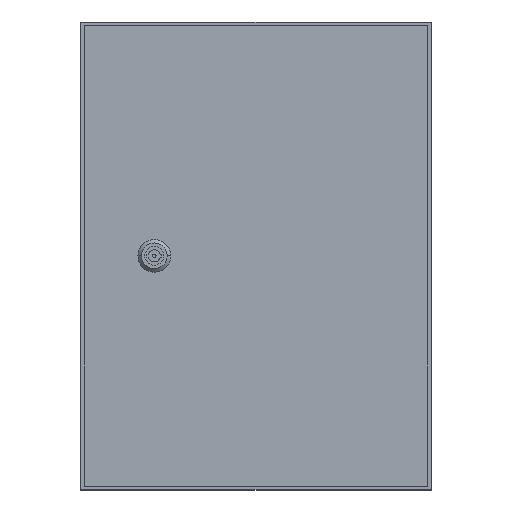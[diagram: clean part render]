
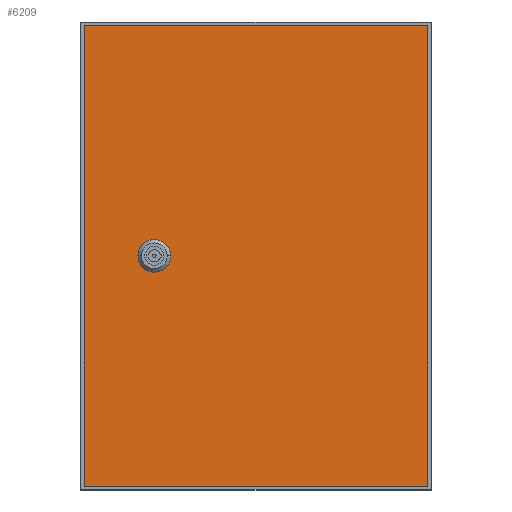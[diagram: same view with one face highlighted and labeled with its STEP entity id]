
A CAD part, top view. The second image highlights one B-rep face of the part: STEP entity #6209.
In plain terms, the highlighted planar face has unit normal (0, 0, 1).
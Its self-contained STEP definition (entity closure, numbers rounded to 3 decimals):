
#2068 = CARTESIAN_POINT ( 'NONE',  ( 77., 200., 17. ) ) ;
#2253 = DIRECTION ( 'NONE',  ( -1., 0., 0. ) ) ;
#2449 = CARTESIAN_POINT ( 'NONE',  ( 3., 397., 17. ) ) ;
#2476 = EDGE_CURVE ( 'NONE', #27775, #29272, #10321, .T. ) ;
#2527 = VERTEX_POINT ( 'NONE', #2068 ) ;
#2611 = CIRCLE ( 'NONE', #20408, 14. ) ;
#3190 = VECTOR ( 'NONE', #2253, 1000. ) ;
#4066 = EDGE_LOOP ( 'NONE', ( #15379, #33562 ) ) ;
#4339 = CARTESIAN_POINT ( 'NONE',  ( 3., 3., 17. ) ) ;
#4509 = DIRECTION ( 'NONE',  ( 1., 0., 0. ) ) ;
#4575 = CARTESIAN_POINT ( 'NONE',  ( 297., 3., 17. ) ) ;
#4592 = AXIS2_PLACEMENT_3D ( 'NONE', #17564, #6936, #29026 ) ;
#5774 = EDGE_CURVE ( 'NONE', #29203, #2527, #2611, .T. ) ;
#6115 = PLANE ( 'NONE',  #17741 ) ;
#6209 = ADVANCED_FACE ( 'NONE', ( #30023, #33095 ), #6115, .T. ) ;
#6936 = DIRECTION ( 'NONE',  ( 0., 0., -1. ) ) ;
#7477 = EDGE_CURVE ( 'NONE', #29272, #30780, #27369, .T. ) ;
#7708 = DIRECTION ( 'NONE',  ( -1., 0., 0. ) ) ;
#8146 = CARTESIAN_POINT ( 'NONE',  ( 3., 397., 17. ) ) ;
#10321 = LINE ( 'NONE', #29340, #3190 ) ;
#10886 = DIRECTION ( 'NONE',  ( 0., -1., 0. ) ) ;
#12518 = ORIENTED_EDGE ( 'NONE', *, *, #7477, .T. ) ;
#13314 = VECTOR ( 'NONE', #4509, 1000. ) ;
#13613 = EDGE_CURVE ( 'NONE', #2527, #29203, #30956, .T. ) ;
#15317 = VERTEX_POINT ( 'NONE', #4575 ) ;
#15379 = ORIENTED_EDGE ( 'NONE', *, *, #5774, .T. ) ;
#15843 = VECTOR ( 'NONE', #34565, 1000. ) ;
#15950 = ORIENTED_EDGE ( 'NONE', *, *, #2476, .T. ) ;
#17564 = CARTESIAN_POINT ( 'NONE',  ( 63., 200., 17. ) ) ;
#17741 = AXIS2_PLACEMENT_3D ( 'NONE', #30544, #24649, #27324 ) ;
#18457 = ORIENTED_EDGE ( 'NONE', *, *, #33108, .T. ) ;
#19095 = CARTESIAN_POINT ( 'NONE',  ( 3., 3., 17. ) ) ;
#20408 = AXIS2_PLACEMENT_3D ( 'NONE', #21390, #32320, #7708 ) ;
#20534 = CARTESIAN_POINT ( 'NONE',  ( 297., 397., 17. ) ) ;
#21390 = CARTESIAN_POINT ( 'NONE',  ( 63., 200., 17. ) ) ;
#23395 = LINE ( 'NONE', #20534, #15843 ) ;
#24649 = DIRECTION ( 'NONE',  ( 0., 0., 1. ) ) ;
#27324 = DIRECTION ( 'NONE',  ( 1., 0., 0. ) ) ;
#27369 = LINE ( 'NONE', #2449, #32117 ) ;
#27775 = VERTEX_POINT ( 'NONE', #28934 ) ;
#28490 = EDGE_LOOP ( 'NONE', ( #12518, #18457, #33496, #15950 ) ) ;
#28503 = EDGE_CURVE ( 'NONE', #15317, #27775, #23395, .T. ) ;
#28642 = CARTESIAN_POINT ( 'NONE',  ( 49., 200., 17. ) ) ;
#28934 = CARTESIAN_POINT ( 'NONE',  ( 297., 397., 17. ) ) ;
#29026 = DIRECTION ( 'NONE',  ( -1., 0., 0. ) ) ;
#29203 = VERTEX_POINT ( 'NONE', #28642 ) ;
#29272 = VERTEX_POINT ( 'NONE', #8146 ) ;
#29340 = CARTESIAN_POINT ( 'NONE',  ( 3., 397., 17. ) ) ;
#30023 = FACE_BOUND ( 'NONE', #4066, .T. ) ;
#30544 = CARTESIAN_POINT ( 'NONE',  ( 0., 0., 17. ) ) ;
#30780 = VERTEX_POINT ( 'NONE', #19095 ) ;
#30956 = CIRCLE ( 'NONE', #4592, 14. ) ;
#32117 = VECTOR ( 'NONE', #10886, 1000. ) ;
#32320 = DIRECTION ( 'NONE',  ( 0., 0., -1. ) ) ;
#33095 = FACE_OUTER_BOUND ( 'NONE', #28490, .T. ) ;
#33108 = EDGE_CURVE ( 'NONE', #30780, #15317, #33816, .T. ) ;
#33496 = ORIENTED_EDGE ( 'NONE', *, *, #28503, .T. ) ;
#33562 = ORIENTED_EDGE ( 'NONE', *, *, #13613, .T. ) ;
#33816 = LINE ( 'NONE', #4339, #13314 ) ;
#34565 = DIRECTION ( 'NONE',  ( 0., 1., 0. ) ) ;
